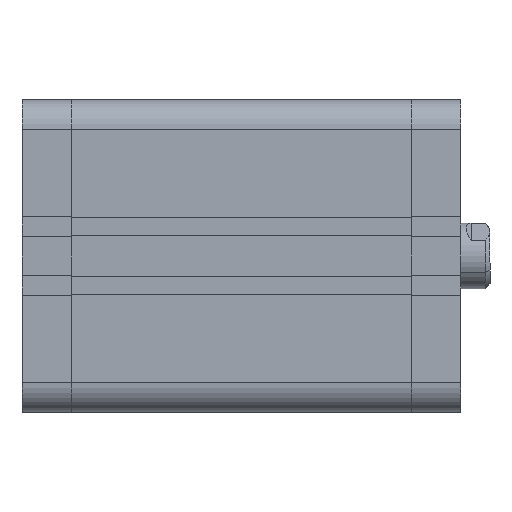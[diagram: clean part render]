
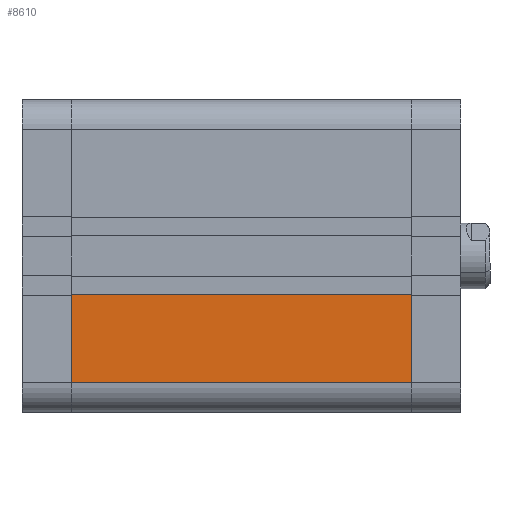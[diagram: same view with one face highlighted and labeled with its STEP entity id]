
A CAD part, front view. The second image highlights one B-rep face of the part: STEP entity #8610.
In plain terms, the highlighted planar face has unit normal (0, -1, 0).
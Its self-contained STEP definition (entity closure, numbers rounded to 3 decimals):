
#875 = VECTOR ( 'NONE', #42039, 1000. ) ;
#2150 = CARTESIAN_POINT ( 'NONE',  ( 0., -47.75, -47.75 ) ) ;
#2997 = PLANE ( 'NONE',  #39660 ) ;
#3094 = LINE ( 'NONE', #35946, #20638 ) ;
#3668 = EDGE_CURVE ( 'NONE', #4043, #23825, #37978, .T. ) ;
#4043 = VERTEX_POINT ( 'NONE', #31543 ) ;
#8021 = VERTEX_POINT ( 'NONE', #28441 ) ;
#8610 = ADVANCED_FACE ( 'NONE', ( #41789 ), #2997, .F. ) ;
#9176 = DIRECTION ( 'NONE',  ( 0., 1., 0. ) ) ;
#10008 = DIRECTION ( 'NONE',  ( 0., 0., -1. ) ) ;
#12392 = CARTESIAN_POINT ( 'NONE',  ( 104.001, -47.75, -11.8 ) ) ;
#15342 = ORIENTED_EDGE ( 'NONE', *, *, #41688, .F. ) ;
#15983 = DIRECTION ( 'NONE',  ( 0., 0., 1. ) ) ;
#16287 = DIRECTION ( 'NONE',  ( 1., 0., 0. ) ) ;
#18048 = VECTOR ( 'NONE', #21750, 1000. ) ;
#20037 = LINE ( 'NONE', #20664, #33847 ) ;
#20139 = ORIENTED_EDGE ( 'NONE', *, *, #3668, .T. ) ;
#20638 = VECTOR ( 'NONE', #16287, 1000. ) ;
#20664 = CARTESIAN_POINT ( 'NONE',  ( 104., -47.75, -47.75 ) ) ;
#20991 = VERTEX_POINT ( 'NONE', #41768 ) ;
#21750 = DIRECTION ( 'NONE',  ( 0., 0., -1. ) ) ;
#22529 = CARTESIAN_POINT ( 'NONE',  ( 0., -47.75, -38.75 ) ) ;
#23825 = VERTEX_POINT ( 'NONE', #22529 ) ;
#24749 = EDGE_CURVE ( 'NONE', #20991, #4043, #29500, .T. ) ;
#25194 = EDGE_CURVE ( 'NONE', #23825, #8021, #3094, .T. ) ;
#27868 = ORIENTED_EDGE ( 'NONE', *, *, #24749, .T. ) ;
#28441 = CARTESIAN_POINT ( 'NONE',  ( 104., -47.75, -38.75 ) ) ;
#29500 = LINE ( 'NONE', #12392, #875 ) ;
#30915 = EDGE_LOOP ( 'NONE', ( #27868, #20139, #41576, #15342 ) ) ;
#31543 = CARTESIAN_POINT ( 'NONE',  ( 0., -47.75, -11.8 ) ) ;
#33847 = VECTOR ( 'NONE', #10008, 1000. ) ;
#35946 = CARTESIAN_POINT ( 'NONE',  ( 104., -47.75, -38.75 ) ) ;
#37978 = LINE ( 'NONE', #2150, #18048 ) ;
#38603 = CARTESIAN_POINT ( 'NONE',  ( 104., -47.75, -47.75 ) ) ;
#39660 = AXIS2_PLACEMENT_3D ( 'NONE', #38603, #9176, #15983 ) ;
#41576 = ORIENTED_EDGE ( 'NONE', *, *, #25194, .T. ) ;
#41688 = EDGE_CURVE ( 'NONE', #20991, #8021, #20037, .T. ) ;
#41768 = CARTESIAN_POINT ( 'NONE',  ( 104., -47.75, -11.8 ) ) ;
#41789 = FACE_OUTER_BOUND ( 'NONE', #30915, .T. ) ;
#42039 = DIRECTION ( 'NONE',  ( -1., 0., 0. ) ) ;
